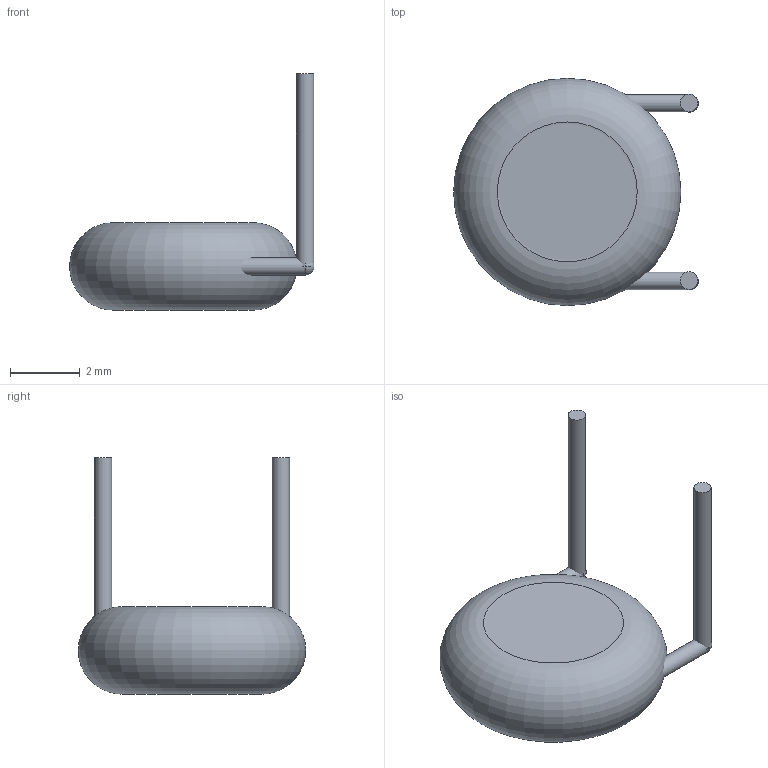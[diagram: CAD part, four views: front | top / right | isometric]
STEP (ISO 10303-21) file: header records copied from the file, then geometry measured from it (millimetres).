
FILE_DESCRIPTION(/* description */ (''),/* implementation_level */ '2;1');
FILE_NAME(/* name */ 'TH Capacitor - Angle.step',/* time_stamp */ '2020-08-24T13:56:17+02:00',/* author */ (''),/* organization */ (''),/* preprocessor_version */ 'ST-DEVELOPER v18.1',/* originating_system */ 'Autodesk Translation Framework v9.3.0.1241',/* authorisation */ '');
FILE_SCHEMA (('AUTOMOTIVE_DESIGN { 1 0 10303 214 3 1 1 }'));
Length unit declared in the file: millimetre
Products named in the file (1): (Unsaved)
Bounding box: 7 x 6.5 x 6.75 mm (x, y, z)
Volume: 96.4 mm3; surface area: 184.9 mm2
Topology: 8 solids, 8 shells, 18 faces, 23 edges, 15 vertices
Faces by surface type: plane 10, cylinder 5, sphere 2, torus 1
Full cylindrical faces by diameter (mm): 0.5 x4, 4 x1
Entity records: 397 total; most frequent: DIRECTION 71, CARTESIAN_POINT 53, ORIENTED_EDGE 38, AXIS2_PLACEMENT_3D 33, EDGE_CURVE 19, FACE_OUTER_BOUND 18, EDGE_LOOP 18, ADVANCED_FACE 18
